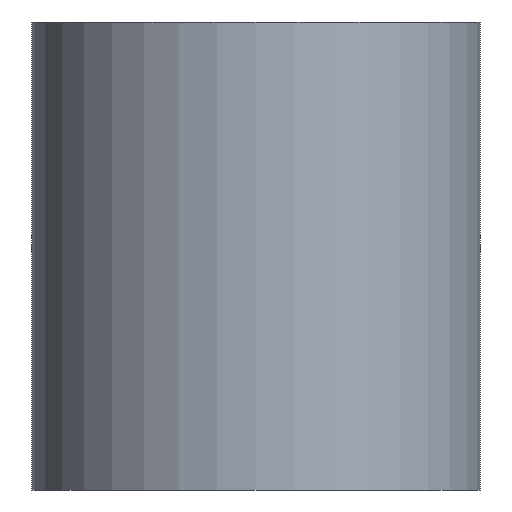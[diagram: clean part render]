
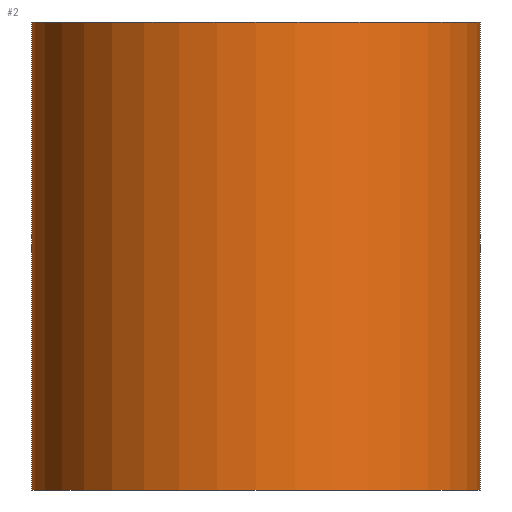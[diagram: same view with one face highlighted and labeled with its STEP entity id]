
A CAD part, front view. The second image highlights one B-rep face of the part: STEP entity #2.
In plain terms, the highlighted cylindrical face has radius 4 mm (diameter 8 mm), a partial arc.
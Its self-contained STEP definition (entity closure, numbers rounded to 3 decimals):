
#2 = ADVANCED_FACE ( 'NONE', ( #204 ), #111, .T. ) ;
#28 = ORIENTED_EDGE ( 'NONE', *, *, #145, .F. ) ;
#29 = ORIENTED_EDGE ( 'NONE', *, *, #127, .T. ) ;
#41 = VERTEX_POINT ( 'NONE', #212 ) ;
#42 = VECTOR ( 'NONE', #128, 1000. ) ;
#46 = LINE ( 'NONE', #106, #42 ) ;
#50 = CARTESIAN_POINT ( 'NONE',  ( 4., 0., 8.35 ) ) ;
#53 = ORIENTED_EDGE ( 'NONE', *, *, #143, .T. ) ;
#63 = VERTEX_POINT ( 'NONE', #182 ) ;
#69 = AXIS2_PLACEMENT_3D ( 'NONE', #124, #122, #121 ) ;
#74 = DIRECTION ( 'NONE',  ( 0., 0., 1. ) ) ;
#86 = AXIS2_PLACEMENT_3D ( 'NONE', #165, #162, #160 ) ;
#89 = LINE ( 'NONE', #97, #183 ) ;
#90 = AXIS2_PLACEMENT_3D ( 'NONE', #213, #211, #205 ) ;
#97 = CARTESIAN_POINT ( 'NONE',  ( -4., 0., 8.35 ) ) ;
#100 = EDGE_CURVE ( 'NONE', #41, #123, #197, .T. ) ;
#106 = CARTESIAN_POINT ( 'NONE',  ( 4., 0., 8.35 ) ) ;
#111 = CYLINDRICAL_SURFACE ( 'NONE', #90, 4. ) ;
#121 = DIRECTION ( 'NONE',  ( 1., 0., 0. ) ) ;
#122 = DIRECTION ( 'NONE',  ( 0., 0., -1. ) ) ;
#123 = VERTEX_POINT ( 'NONE', #191 ) ;
#124 = CARTESIAN_POINT ( 'NONE',  ( 0., 0., 8.35 ) ) ;
#127 = EDGE_CURVE ( 'NONE', #177, #63, #208, .T. ) ;
#128 = DIRECTION ( 'NONE',  ( 0., 0., 1. ) ) ;
#143 = EDGE_CURVE ( 'NONE', #123, #177, #46, .T. ) ;
#145 = EDGE_CURVE ( 'NONE', #41, #63, #89, .T. ) ;
#152 = ORIENTED_EDGE ( 'NONE', *, *, #100, .T. ) ;
#160 = DIRECTION ( 'NONE',  ( -1., 0., 0. ) ) ;
#162 = DIRECTION ( 'NONE',  ( 0., 0., 1. ) ) ;
#165 = CARTESIAN_POINT ( 'NONE',  ( 0., 0., 0. ) ) ;
#177 = VERTEX_POINT ( 'NONE', #50 ) ;
#182 = CARTESIAN_POINT ( 'NONE',  ( -4., 0., 8.35 ) ) ;
#183 = VECTOR ( 'NONE', #74, 1000. ) ;
#191 = CARTESIAN_POINT ( 'NONE',  ( 4., 0., 0. ) ) ;
#197 = CIRCLE ( 'NONE', #86, 4. ) ;
#204 = FACE_OUTER_BOUND ( 'NONE', #209, .T. ) ;
#205 = DIRECTION ( 'NONE',  ( -1., 0., 0. ) ) ;
#208 = CIRCLE ( 'NONE', #69, 4. ) ;
#209 = EDGE_LOOP ( 'NONE', ( #53, #29, #28, #152 ) ) ;
#211 = DIRECTION ( 'NONE',  ( 0., 0., 1. ) ) ;
#212 = CARTESIAN_POINT ( 'NONE',  ( -4., 0., 0. ) ) ;
#213 = CARTESIAN_POINT ( 'NONE',  ( 0., 0., 0. ) ) ;
